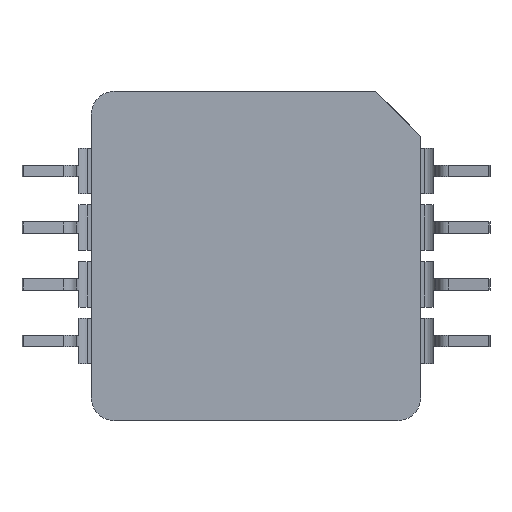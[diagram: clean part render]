
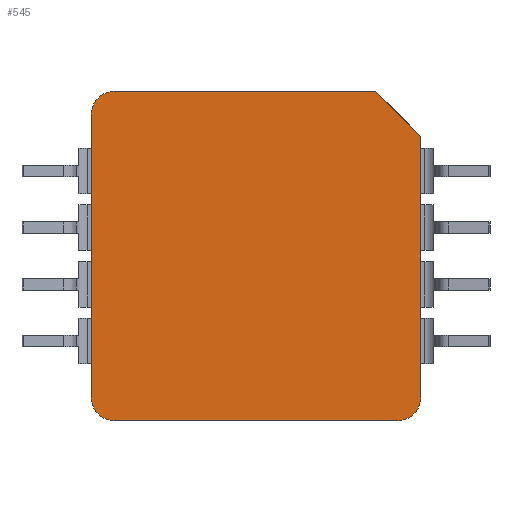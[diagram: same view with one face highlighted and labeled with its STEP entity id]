
A CAD part, front view. The second image highlights one B-rep face of the part: STEP entity #545.
In plain terms, the highlighted planar face has unit normal (0, -1, 0).
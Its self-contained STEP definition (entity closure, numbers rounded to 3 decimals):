
#29 = CARTESIAN_POINT ( 'NONE',  ( -3.175, 0., 3.683 ) ) ;
#42 = CIRCLE ( 'NONE', #1122, 0.508 ) ;
#237 = LINE ( 'NONE', #2113, #6273 ) ;
#545 = ADVANCED_FACE ( 'NONE', ( #4704 ), #3816, .T. ) ;
#568 = DIRECTION ( 'NONE',  ( 0., 0., -1. ) ) ;
#705 = CARTESIAN_POINT ( 'NONE',  ( 3.175, 0., -3.683 ) ) ;
#843 = CARTESIAN_POINT ( 'NONE',  ( -3.683, 0., -3.175 ) ) ;
#1122 = AXIS2_PLACEMENT_3D ( 'NONE', #1273, #5223, #568 ) ;
#1178 = CARTESIAN_POINT ( 'NONE',  ( 3.175, 0., -3.175 ) ) ;
#1273 = CARTESIAN_POINT ( 'NONE',  ( -3.175, 0., -3.175 ) ) ;
#1390 = DIRECTION ( 'NONE',  ( 0., 0., -1. ) ) ;
#1398 = VECTOR ( 'NONE', #4021, 1000. ) ;
#1498 = CARTESIAN_POINT ( 'NONE',  ( -3.175, 0., -3.683 ) ) ;
#1808 = DIRECTION ( 'NONE',  ( 0., 0., -1. ) ) ;
#1940 = DIRECTION ( 'NONE',  ( 1., 0., 0. ) ) ;
#1951 = EDGE_LOOP ( 'NONE', ( #2281, #2537, #5533, #2545, #8265, #4119, #6424, #7050 ) ) ;
#2046 = DIRECTION ( 'NONE',  ( -0.707, 0., 0.707 ) ) ;
#2050 = VECTOR ( 'NONE', #5342, 1000. ) ;
#2074 = DIRECTION ( 'NONE',  ( 0., 0., -1. ) ) ;
#2113 = CARTESIAN_POINT ( 'NONE',  ( 2.667, 0., 3.683 ) ) ;
#2281 = ORIENTED_EDGE ( 'NONE', *, *, #5110, .F. ) ;
#2537 = ORIENTED_EDGE ( 'NONE', *, *, #8160, .T. ) ;
#2545 = ORIENTED_EDGE ( 'NONE', *, *, #3759, .T. ) ;
#2590 = CARTESIAN_POINT ( 'NONE',  ( 2.667, 0., 3.683 ) ) ;
#2680 = AXIS2_PLACEMENT_3D ( 'NONE', #6692, #8047, #2074 ) ;
#2769 = VECTOR ( 'NONE', #1940, 1000. ) ;
#2784 = CARTESIAN_POINT ( 'NONE',  ( 3.175, 0., 3.683 ) ) ;
#3214 = CIRCLE ( 'NONE', #2680, 0.508 ) ;
#3307 = DIRECTION ( 'NONE',  ( 0., 1., 0. ) ) ;
#3759 = EDGE_CURVE ( 'NONE', #8449, #7032, #7033, .T. ) ;
#3816 = PLANE ( 'NONE',  #3969 ) ;
#3892 = LINE ( 'NONE', #2784, #1398 ) ;
#3969 = AXIS2_PLACEMENT_3D ( 'NONE', #1178, #5891, #1808 ) ;
#4021 = DIRECTION ( 'NONE',  ( -1., 0., 0. ) ) ;
#4119 = ORIENTED_EDGE ( 'NONE', *, *, #4353, .T. ) ;
#4199 = VECTOR ( 'NONE', #7096, 1000. ) ;
#4353 = EDGE_CURVE ( 'NONE', #6819, #7353, #3892, .T. ) ;
#4504 = EDGE_CURVE ( 'NONE', #7194, #6411, #6488, .T. ) ;
#4704 = FACE_OUTER_BOUND ( 'NONE', #1951, .T. ) ;
#4735 = LINE ( 'NONE', #5796, #2769 ) ;
#4881 = CARTESIAN_POINT ( 'NONE',  ( 3.683, 0., 2.667 ) ) ;
#4885 = EDGE_CURVE ( 'NONE', #7032, #6819, #237, .T. ) ;
#4910 = VERTEX_POINT ( 'NONE', #705 ) ;
#5067 = CIRCLE ( 'NONE', #7249, 0.508 ) ;
#5110 = EDGE_CURVE ( 'NONE', #7652, #6411, #42, .T. ) ;
#5223 = DIRECTION ( 'NONE',  ( 0., 1., 0. ) ) ;
#5342 = DIRECTION ( 'NONE',  ( 0., 0., 1. ) ) ;
#5533 = ORIENTED_EDGE ( 'NONE', *, *, #7397, .F. ) ;
#5796 = CARTESIAN_POINT ( 'NONE',  ( 3.175, 0., -3.683 ) ) ;
#5891 = DIRECTION ( 'NONE',  ( 0., -1., 0. ) ) ;
#6273 = VECTOR ( 'NONE', #2046, 1000. ) ;
#6411 = VERTEX_POINT ( 'NONE', #8203 ) ;
#6417 = CARTESIAN_POINT ( 'NONE',  ( -3.683, 0., 3.175 ) ) ;
#6424 = ORIENTED_EDGE ( 'NONE', *, *, #6906, .F. ) ;
#6488 = LINE ( 'NONE', #843, #4199 ) ;
#6692 = CARTESIAN_POINT ( 'NONE',  ( -3.175, 0., 3.175 ) ) ;
#6819 = VERTEX_POINT ( 'NONE', #2590 ) ;
#6906 = EDGE_CURVE ( 'NONE', #7194, #7353, #3214, .T. ) ;
#7032 = VERTEX_POINT ( 'NONE', #4881 ) ;
#7033 = LINE ( 'NONE', #7918, #2050 ) ;
#7050 = ORIENTED_EDGE ( 'NONE', *, *, #4504, .T. ) ;
#7096 = DIRECTION ( 'NONE',  ( 0., 0., -1. ) ) ;
#7194 = VERTEX_POINT ( 'NONE', #6417 ) ;
#7249 = AXIS2_PLACEMENT_3D ( 'NONE', #8613, #3307, #1390 ) ;
#7353 = VERTEX_POINT ( 'NONE', #29 ) ;
#7397 = EDGE_CURVE ( 'NONE', #8449, #4910, #5067, .T. ) ;
#7601 = CARTESIAN_POINT ( 'NONE',  ( 3.683, 0., -3.175 ) ) ;
#7652 = VERTEX_POINT ( 'NONE', #1498 ) ;
#7918 = CARTESIAN_POINT ( 'NONE',  ( 3.683, 0., -3.175 ) ) ;
#8047 = DIRECTION ( 'NONE',  ( 0., 1., 0. ) ) ;
#8160 = EDGE_CURVE ( 'NONE', #7652, #4910, #4735, .T. ) ;
#8203 = CARTESIAN_POINT ( 'NONE',  ( -3.683, 0., -3.175 ) ) ;
#8265 = ORIENTED_EDGE ( 'NONE', *, *, #4885, .T. ) ;
#8449 = VERTEX_POINT ( 'NONE', #7601 ) ;
#8613 = CARTESIAN_POINT ( 'NONE',  ( 3.175, 0., -3.175 ) ) ;
